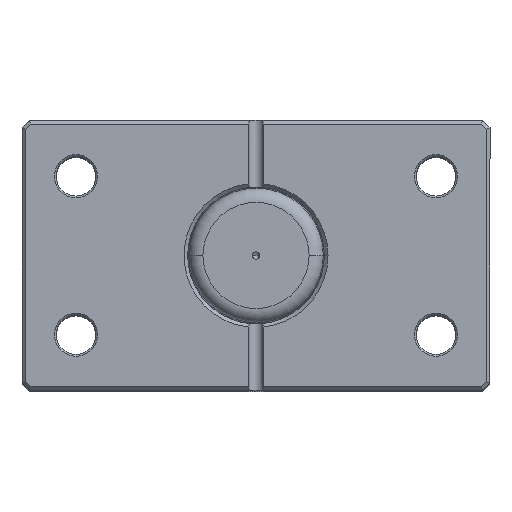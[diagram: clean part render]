
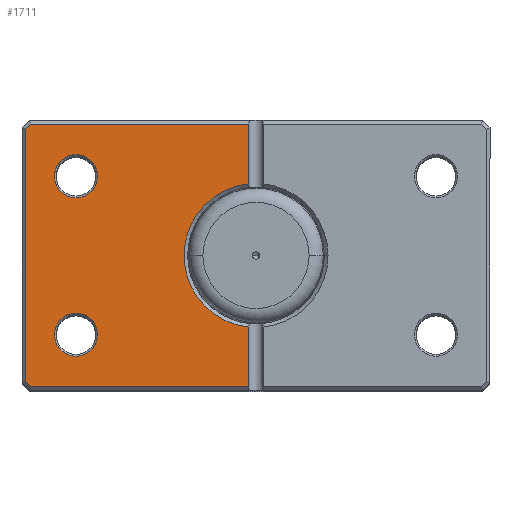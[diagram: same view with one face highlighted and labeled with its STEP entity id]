
A CAD part, top view. The second image highlights one B-rep face of the part: STEP entity #1711.
In plain terms, the highlighted face is planar.
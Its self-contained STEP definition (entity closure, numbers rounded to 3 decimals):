
#10 = ORIENTED_EDGE ( 'NONE', *, *, #5391, .T. ) ;
#35 = FACE_BOUND ( 'NONE', #1126, .T. ) ;
#82 = VERTEX_POINT ( 'NONE', #608 ) ;
#158 = EDGE_CURVE ( 'NONE', #828, #3594, #4252, .T. ) ;
#381 = EDGE_CURVE ( 'NONE', #2747, #4166, #5300, .T. ) ;
#433 = CARTESIAN_POINT ( 'NONE',  ( 0., 36.5, 0. ) ) ;
#455 = CARTESIAN_POINT ( 'NONE',  ( 0., 0., 0. ) ) ;
#479 = LINE ( 'NONE', #2897, #5610 ) ;
#532 = CARTESIAN_POINT ( 'NONE',  ( 62.586, 36.5, 0. ) ) ;
#608 = CARTESIAN_POINT ( 'NONE',  ( 2., -19.9, 0. ) ) ;
#619 = VERTEX_POINT ( 'NONE', #3181 ) ;
#645 = VERTEX_POINT ( 'NONE', #3694 ) ;
#693 = CARTESIAN_POINT ( 'NONE',  ( 50., -22., 0. ) ) ;
#804 = ORIENTED_EDGE ( 'NONE', *, *, #4853, .T. ) ;
#828 = VERTEX_POINT ( 'NONE', #1533 ) ;
#902 = VERTEX_POINT ( 'NONE', #2153 ) ;
#967 = DIRECTION ( 'NONE',  ( 1., 0., 0. ) ) ;
#975 = DIRECTION ( 'NONE',  ( 0.707, -0.707, 0. ) ) ;
#1121 = EDGE_CURVE ( 'NONE', #4166, #82, #479, .T. ) ;
#1126 = EDGE_LOOP ( 'NONE', ( #4319, #5786 ) ) ;
#1151 = DIRECTION ( 'NONE',  ( 0., 0., 1. ) ) ;
#1221 = DIRECTION ( 'NONE',  ( 1., 0., 0. ) ) ;
#1253 = CARTESIAN_POINT ( 'NONE',  ( 64., 0., 0. ) ) ;
#1329 = VERTEX_POINT ( 'NONE', #5625 ) ;
#1413 = FACE_OUTER_BOUND ( 'NONE', #1870, .T. ) ;
#1517 = CARTESIAN_POINT ( 'NONE',  ( 0., 0., 0. ) ) ;
#1533 = CARTESIAN_POINT ( 'NONE',  ( 44., 22., 0. ) ) ;
#1630 = CARTESIAN_POINT ( 'NONE',  ( 56., 22., 0. ) ) ;
#1632 = ORIENTED_EDGE ( 'NONE', *, *, #3530, .T. ) ;
#1711 = ADVANCED_FACE ( 'NONE', ( #4058, #35, #1413 ), #2288, .F. ) ;
#1720 = CARTESIAN_POINT ( 'NONE',  ( 64., -35.086, 0. ) ) ;
#1870 = EDGE_LOOP ( 'NONE', ( #4752, #3957, #6273, #5870, #2441, #804, #5965, #3680 ) ) ;
#1973 = VECTOR ( 'NONE', #3475, 1000. ) ;
#1999 = CIRCLE ( 'NONE', #2731, 6. ) ;
#2027 = EDGE_CURVE ( 'NONE', #645, #619, #6302, .T. ) ;
#2151 = CIRCLE ( 'NONE', #4978, 20. ) ;
#2153 = CARTESIAN_POINT ( 'NONE',  ( 44., -22., 0. ) ) ;
#2220 = LINE ( 'NONE', #4953, #3528 ) ;
#2287 = DIRECTION ( 'NONE',  ( 0., -1., 0. ) ) ;
#2288 = PLANE ( 'NONE',  #4943 ) ;
#2378 = DIRECTION ( 'NONE',  ( 0., 1., 0. ) ) ;
#2420 = CARTESIAN_POINT ( 'NONE',  ( 64., 35.086, 0. ) ) ;
#2441 = ORIENTED_EDGE ( 'NONE', *, *, #3080, .T. ) ;
#2454 = AXIS2_PLACEMENT_3D ( 'NONE', #4480, #5848, #4657 ) ;
#2564 = CARTESIAN_POINT ( 'NONE',  ( 2., 37.5, 0. ) ) ;
#2574 = CARTESIAN_POINT ( 'NONE',  ( 50., -22., 0. ) ) ;
#2578 = VERTEX_POINT ( 'NONE', #2420 ) ;
#2731 = AXIS2_PLACEMENT_3D ( 'NONE', #2574, #5987, #3066 ) ;
#2747 = VERTEX_POINT ( 'NONE', #3892 ) ;
#2897 = CARTESIAN_POINT ( 'NONE',  ( 2., 37.5, 0. ) ) ;
#2902 = VECTOR ( 'NONE', #6125, 1000. ) ;
#2920 = VERTEX_POINT ( 'NONE', #1720 ) ;
#2923 = CIRCLE ( 'NONE', #4934, 6. ) ;
#3013 = DIRECTION ( 'NONE',  ( 0., 0., 1. ) ) ;
#3028 = DIRECTION ( 'NONE',  ( 1., 0., 0. ) ) ;
#3066 = DIRECTION ( 'NONE',  ( 1., 0., 0. ) ) ;
#3080 = EDGE_CURVE ( 'NONE', #4098, #2578, #2220, .T. ) ;
#3084 = VECTOR ( 'NONE', #2287, 1000. ) ;
#3181 = CARTESIAN_POINT ( 'NONE',  ( 2., 36.5, 0. ) ) ;
#3361 = AXIS2_PLACEMENT_3D ( 'NONE', #4127, #1151, #4592 ) ;
#3475 = DIRECTION ( 'NONE',  ( 1., 0., 0. ) ) ;
#3528 = VECTOR ( 'NONE', #975, 1000. ) ;
#3530 = EDGE_CURVE ( 'NONE', #1329, #902, #1999, .T. ) ;
#3594 = VERTEX_POINT ( 'NONE', #1630 ) ;
#3680 = ORIENTED_EDGE ( 'NONE', *, *, #381, .T. ) ;
#3694 = CARTESIAN_POINT ( 'NONE',  ( 2., 19.9, 0. ) ) ;
#3762 = VECTOR ( 'NONE', #4296, 1000. ) ;
#3831 = CARTESIAN_POINT ( 'NONE',  ( 49.543, -49.543, 0. ) ) ;
#3892 = CARTESIAN_POINT ( 'NONE',  ( 62.586, -36.5, 0. ) ) ;
#3910 = DIRECTION ( 'NONE',  ( 0., 1., 0. ) ) ;
#3943 = EDGE_LOOP ( 'NONE', ( #10, #1632 ) ) ;
#3957 = ORIENTED_EDGE ( 'NONE', *, *, #4634, .T. ) ;
#3973 = DIRECTION ( 'NONE',  ( 0., 0., 1. ) ) ;
#4058 = FACE_BOUND ( 'NONE', #3943, .T. ) ;
#4098 = VERTEX_POINT ( 'NONE', #532 ) ;
#4127 = CARTESIAN_POINT ( 'NONE',  ( 50., 22., 0. ) ) ;
#4166 = VERTEX_POINT ( 'NONE', #5558 ) ;
#4193 = DIRECTION ( 'NONE',  ( 0., 0., 1. ) ) ;
#4252 = CIRCLE ( 'NONE', #2454, 6. ) ;
#4296 = DIRECTION ( 'NONE',  ( -0.707, -0.707, 0. ) ) ;
#4319 = ORIENTED_EDGE ( 'NONE', *, *, #158, .T. ) ;
#4480 = CARTESIAN_POINT ( 'NONE',  ( 50., 22., 0. ) ) ;
#4551 = LINE ( 'NONE', #433, #1973 ) ;
#4592 = DIRECTION ( 'NONE',  ( 1., 0., 0. ) ) ;
#4634 = EDGE_CURVE ( 'NONE', #82, #645, #2151, .T. ) ;
#4657 = DIRECTION ( 'NONE',  ( 1., 0., 0. ) ) ;
#4752 = ORIENTED_EDGE ( 'NONE', *, *, #1121, .T. ) ;
#4853 = EDGE_CURVE ( 'NONE', #2578, #2920, #5656, .T. ) ;
#4925 = VECTOR ( 'NONE', #2378, 1000. ) ;
#4934 = AXIS2_PLACEMENT_3D ( 'NONE', #693, #4193, #1221 ) ;
#4938 = EDGE_CURVE ( 'NONE', #2920, #2747, #5174, .T. ) ;
#4943 = AXIS2_PLACEMENT_3D ( 'NONE', #1517, #3013, #3028 ) ;
#4953 = CARTESIAN_POINT ( 'NONE',  ( 49.543, 49.543, 0. ) ) ;
#4978 = AXIS2_PLACEMENT_3D ( 'NONE', #455, #3973, #967 ) ;
#5174 = LINE ( 'NONE', #3831, #3762 ) ;
#5300 = LINE ( 'NONE', #6179, #2902 ) ;
#5325 = EDGE_CURVE ( 'NONE', #3594, #828, #5651, .T. ) ;
#5391 = EDGE_CURVE ( 'NONE', #902, #1329, #2923, .T. ) ;
#5558 = CARTESIAN_POINT ( 'NONE',  ( 2., -36.5, 0. ) ) ;
#5610 = VECTOR ( 'NONE', #3910, 1000. ) ;
#5625 = CARTESIAN_POINT ( 'NONE',  ( 56., -22., 0. ) ) ;
#5651 = CIRCLE ( 'NONE', #3361, 6. ) ;
#5656 = LINE ( 'NONE', #1253, #3084 ) ;
#5786 = ORIENTED_EDGE ( 'NONE', *, *, #5325, .T. ) ;
#5848 = DIRECTION ( 'NONE',  ( 0., 0., 1. ) ) ;
#5870 = ORIENTED_EDGE ( 'NONE', *, *, #5923, .T. ) ;
#5923 = EDGE_CURVE ( 'NONE', #619, #4098, #4551, .T. ) ;
#5965 = ORIENTED_EDGE ( 'NONE', *, *, #4938, .T. ) ;
#5987 = DIRECTION ( 'NONE',  ( 0., 0., 1. ) ) ;
#6125 = DIRECTION ( 'NONE',  ( -1., 0., 0. ) ) ;
#6179 = CARTESIAN_POINT ( 'NONE',  ( 0., -36.5, 0. ) ) ;
#6273 = ORIENTED_EDGE ( 'NONE', *, *, #2027, .T. ) ;
#6302 = LINE ( 'NONE', #2564, #4925 ) ;
